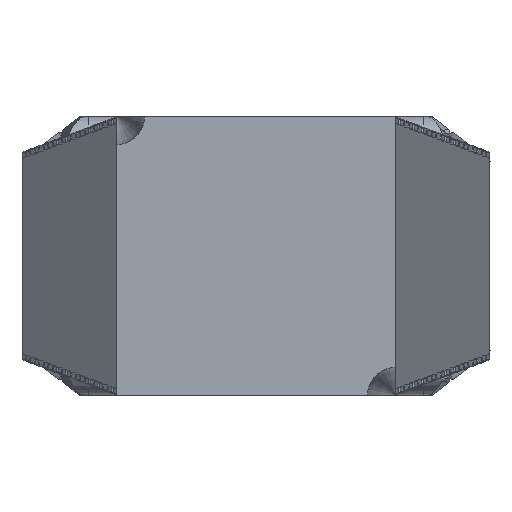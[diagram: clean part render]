
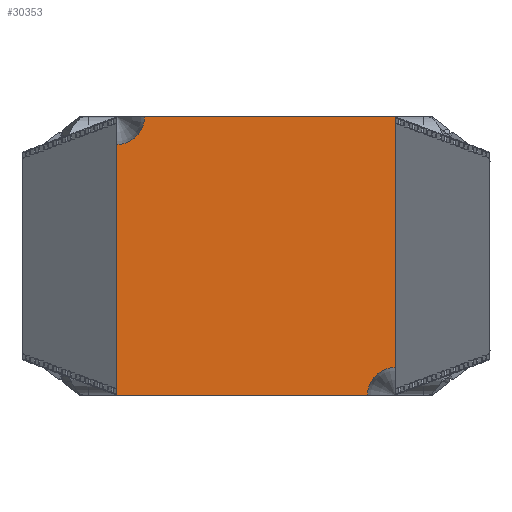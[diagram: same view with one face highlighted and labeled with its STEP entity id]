
A CAD part, front view. The second image highlights one B-rep face of the part: STEP entity #30353.
In plain terms, the highlighted planar face has unit normal (0, -1, 0).
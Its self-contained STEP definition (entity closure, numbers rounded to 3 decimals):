
#110 = VERTEX_POINT ( 'NONE', #2575 ) ;
#1138 = AXIS2_PLACEMENT_3D ( 'NONE', #15438, #43963, #11976 ) ;
#2507 = EDGE_LOOP ( 'NONE', ( #13802, #5317, #26800, #34365, #16358, #17603 ) ) ;
#2575 = CARTESIAN_POINT ( 'NONE',  ( -12.5, 0., -12.5 ) ) ;
#3348 = CARTESIAN_POINT ( 'NONE',  ( -12.5, 0., 12.5 ) ) ;
#4912 = LINE ( 'NONE', #4943, #39310 ) ;
#4943 = CARTESIAN_POINT ( 'NONE',  ( -12.5, 0., 12.5 ) ) ;
#5317 = ORIENTED_EDGE ( 'NONE', *, *, #22623, .F. ) ;
#6112 = CARTESIAN_POINT ( 'NONE',  ( -12.5, 0., -12.5 ) ) ;
#6828 = CARTESIAN_POINT ( 'NONE',  ( 12.5, 0., -10. ) ) ;
#8496 = AXIS2_PLACEMENT_3D ( 'NONE', #3348, #31672, #21450 ) ;
#10548 = LINE ( 'NONE', #6112, #28582 ) ;
#11952 = VERTEX_POINT ( 'NONE', #6828 ) ;
#11976 = DIRECTION ( 'NONE',  ( 0., 0., -1. ) ) ;
#12951 = EDGE_CURVE ( 'NONE', #110, #21240, #10548, .T. ) ;
#13802 = ORIENTED_EDGE ( 'NONE', *, *, #22592, .F. ) ;
#13925 = CIRCLE ( 'NONE', #8496, 2.5 ) ;
#15438 = CARTESIAN_POINT ( 'NONE',  ( 0., 0., 0. ) ) ;
#16119 = CARTESIAN_POINT ( 'NONE',  ( -10., 0., 12.5 ) ) ;
#16358 = ORIENTED_EDGE ( 'NONE', *, *, #12951, .F. ) ;
#16376 = DIRECTION ( 'NONE',  ( 0., -1., 0. ) ) ;
#17041 = EDGE_CURVE ( 'NONE', #42735, #110, #36205, .T. ) ;
#17603 = ORIENTED_EDGE ( 'NONE', *, *, #17041, .F. ) ;
#20505 = CARTESIAN_POINT ( 'NONE',  ( -12.5, 0., -12.5 ) ) ;
#20515 = CARTESIAN_POINT ( 'NONE',  ( 12.5, 0., 12.5 ) ) ;
#21240 = VERTEX_POINT ( 'NONE', #41265 ) ;
#21450 = DIRECTION ( 'NONE',  ( 0., 0., 1. ) ) ;
#22592 = EDGE_CURVE ( 'NONE', #11952, #42735, #39439, .T. ) ;
#22623 = EDGE_CURVE ( 'NONE', #38962, #11952, #32651, .T. ) ;
#23617 = CARTESIAN_POINT ( 'NONE',  ( 12.5, 0., -12.5 ) ) ;
#25656 = FACE_OUTER_BOUND ( 'NONE', #2507, .T. ) ;
#25738 = EDGE_CURVE ( 'NONE', #28624, #38962, #4912, .T. ) ;
#25840 = EDGE_CURVE ( 'NONE', #21240, #28624, #13925, .T. ) ;
#26800 = ORIENTED_EDGE ( 'NONE', *, *, #25738, .F. ) ;
#27711 = VECTOR ( 'NONE', #45687, 1000. ) ;
#28582 = VECTOR ( 'NONE', #35124, 1000. ) ;
#28624 = VERTEX_POINT ( 'NONE', #16119 ) ;
#29824 = VECTOR ( 'NONE', #30998, 1000. ) ;
#30353 = ADVANCED_FACE ( 'NONE', ( #25656 ), #36872, .T. ) ;
#30845 = CARTESIAN_POINT ( 'NONE',  ( 12.5, 0., -12.5 ) ) ;
#30998 = DIRECTION ( 'NONE',  ( 0., 0., -1. ) ) ;
#31672 = DIRECTION ( 'NONE',  ( 0., -1., 0. ) ) ;
#32651 = LINE ( 'NONE', #23617, #29824 ) ;
#34365 = ORIENTED_EDGE ( 'NONE', *, *, #25840, .F. ) ;
#35124 = DIRECTION ( 'NONE',  ( 0., 0., 1. ) ) ;
#36205 = LINE ( 'NONE', #20505, #27711 ) ;
#36872 = PLANE ( 'NONE',  #1138 ) ;
#38396 = CARTESIAN_POINT ( 'NONE',  ( 10., 0., -12.5 ) ) ;
#38418 = DIRECTION ( 'NONE',  ( 0., 0., 1. ) ) ;
#38630 = AXIS2_PLACEMENT_3D ( 'NONE', #30845, #16376, #38418 ) ;
#38962 = VERTEX_POINT ( 'NONE', #20515 ) ;
#39310 = VECTOR ( 'NONE', #44482, 1000. ) ;
#39439 = CIRCLE ( 'NONE', #38630, 2.5 ) ;
#41265 = CARTESIAN_POINT ( 'NONE',  ( -12.5, 0., 10. ) ) ;
#42735 = VERTEX_POINT ( 'NONE', #38396 ) ;
#43963 = DIRECTION ( 'NONE',  ( 0., -1., 0. ) ) ;
#44482 = DIRECTION ( 'NONE',  ( 1., 0., 0. ) ) ;
#45687 = DIRECTION ( 'NONE',  ( -1., 0., 0. ) ) ;
